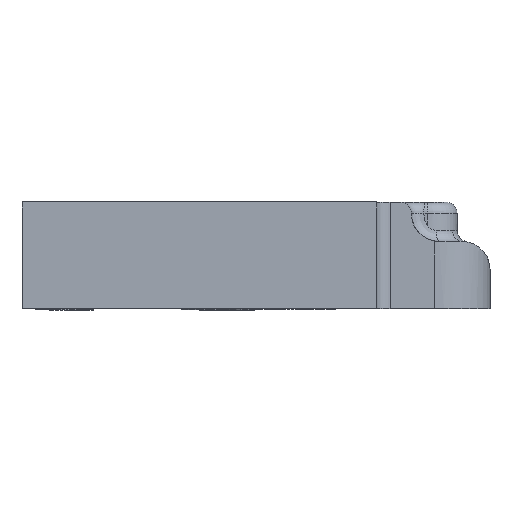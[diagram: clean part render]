
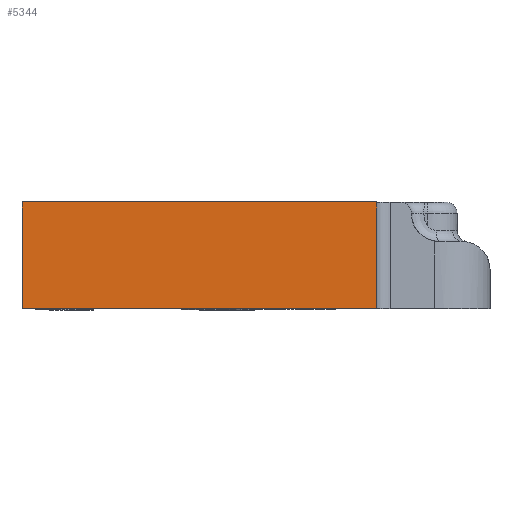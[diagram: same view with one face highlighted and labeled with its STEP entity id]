
A CAD part, top view. The second image highlights one B-rep face of the part: STEP entity #5344.
In plain terms, the highlighted planar face has unit normal (0, 0, 1).
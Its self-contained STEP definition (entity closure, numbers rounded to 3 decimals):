
#203 = VERTEX_POINT ( 'NONE', #5333 ) ;
#533 = LINE ( 'NONE', #3868, #5894 ) ;
#574 = ORIENTED_EDGE ( 'NONE', *, *, #5619, .T. ) ;
#1050 = ORIENTED_EDGE ( 'NONE', *, *, #3106, .T. ) ;
#1102 = LINE ( 'NONE', #5543, #3851 ) ;
#1683 = CARTESIAN_POINT ( 'NONE',  ( -10.14, 9.5, 11.5 ) ) ;
#1822 = VECTOR ( 'NONE', #4938, 1000. ) ;
#2332 = CARTESIAN_POINT ( 'NONE',  ( -41.84, 9.5, 11.5 ) ) ;
#2432 = CARTESIAN_POINT ( 'NONE',  ( -10.14, 0., 11.5 ) ) ;
#2523 = DIRECTION ( 'NONE',  ( 0., 0., 1. ) ) ;
#2775 = ORIENTED_EDGE ( 'NONE', *, *, #3269, .T. ) ;
#2999 = DIRECTION ( 'NONE',  ( 0., 1., 0. ) ) ;
#3106 = EDGE_CURVE ( 'NONE', #8398, #6199, #1102, .T. ) ;
#3168 = FACE_OUTER_BOUND ( 'NONE', #4028, .T. ) ;
#3269 = EDGE_CURVE ( 'NONE', #203, #8398, #533, .T. ) ;
#3584 = EDGE_CURVE ( 'NONE', #3932, #203, #6164, .T. ) ;
#3851 = VECTOR ( 'NONE', #7584, 1000. ) ;
#3868 = CARTESIAN_POINT ( 'NONE',  ( -41.84, 9.5, 11.5 ) ) ;
#3932 = VERTEX_POINT ( 'NONE', #1683 ) ;
#4028 = EDGE_LOOP ( 'NONE', ( #2775, #1050, #574, #7232 ) ) ;
#4456 = PLANE ( 'NONE',  #7447 ) ;
#4938 = DIRECTION ( 'NONE',  ( -1., 0., 0. ) ) ;
#5333 = CARTESIAN_POINT ( 'NONE',  ( -41.84, 9.5, 11.5 ) ) ;
#5344 = ADVANCED_FACE ( 'NONE', ( #3168 ), #4456, .T. ) ;
#5543 = CARTESIAN_POINT ( 'NONE',  ( -41.84, 0., 11.5 ) ) ;
#5619 = EDGE_CURVE ( 'NONE', #6199, #3932, #6785, .T. ) ;
#5894 = VECTOR ( 'NONE', #8394, 1000. ) ;
#6164 = LINE ( 'NONE', #2332, #1822 ) ;
#6199 = VERTEX_POINT ( 'NONE', #2432 ) ;
#6785 = LINE ( 'NONE', #8116, #7172 ) ;
#7005 = CARTESIAN_POINT ( 'NONE',  ( 0., 0., 11.5 ) ) ;
#7172 = VECTOR ( 'NONE', #2999, 1000. ) ;
#7232 = ORIENTED_EDGE ( 'NONE', *, *, #3584, .T. ) ;
#7333 = CARTESIAN_POINT ( 'NONE',  ( -41.84, 0., 11.5 ) ) ;
#7447 = AXIS2_PLACEMENT_3D ( 'NONE', #7005, #2523, #7814 ) ;
#7584 = DIRECTION ( 'NONE',  ( 1., 0., 0. ) ) ;
#7814 = DIRECTION ( 'NONE',  ( 1., 0., 0. ) ) ;
#8116 = CARTESIAN_POINT ( 'NONE',  ( -10.14, 9.5, 11.5 ) ) ;
#8394 = DIRECTION ( 'NONE',  ( 0., -1., 0. ) ) ;
#8398 = VERTEX_POINT ( 'NONE', #7333 ) ;
